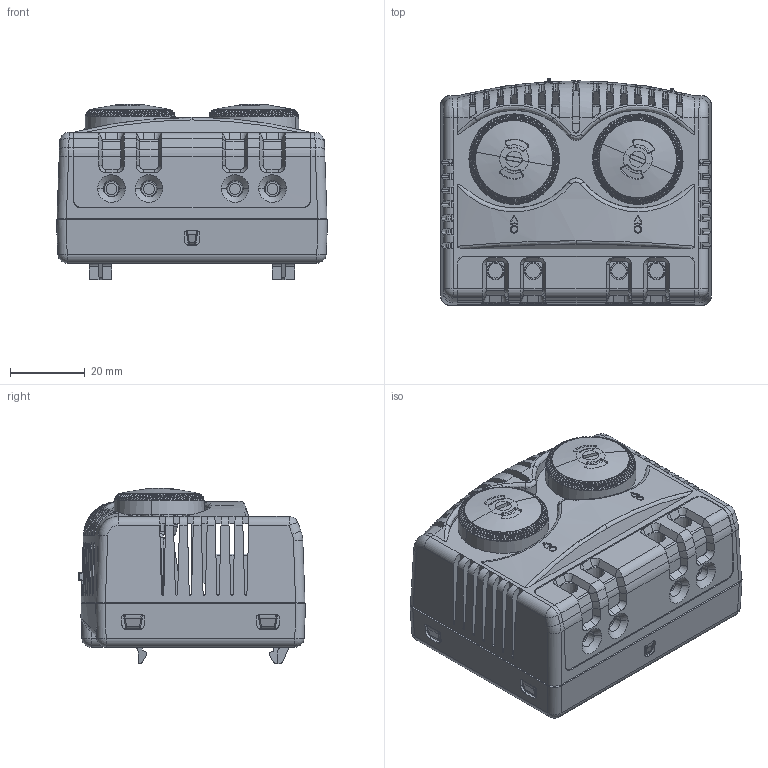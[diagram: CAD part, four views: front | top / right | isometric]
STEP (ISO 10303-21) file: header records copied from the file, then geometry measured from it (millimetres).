
FILE_DESCRIPTION((''),'2;1');
FILE_NAME('3012X1_ASM','2015-12-09T',('alexcam'),(''),'CREO PARAMETRIC BY PTC INC, 2014500','CREO PARAMETRIC BY PTC INC, 2014500','');
FILE_SCHEMA(('CONFIG_CONTROL_DESIGN'));
Products named in the file (8): HOUSING-41617-DUAL-VARIABLE_1; SOCKET-41620-DUAL_1; KARSON-TBLOCK-2P_1; THERMOREX-SINGLE_AF0_ASM_1_ASM; THERMOREX-SINGLE_AF1_ASM_1_ASM; KNOB-41621_1; 3012XX-DUAL-VARIABLE_ASM_1_ASM; 3012X1_ASM
Assembly tree (9 placements, depth 4):
  3012X1_ASM
    3012XX-DUAL-VARIABLE_ASM_1_ASM
      HOUSING-41617-DUAL-VARIABLE_1
      SOCKET-41620-DUAL_1
      THERMOREX-SINGLE_AF0_ASM_1_ASM
        KARSON-TBLOCK-2P_1
      THERMOREX-SINGLE_AF1_ASM_1_ASM
        KARSON-TBLOCK-2P_1
      KNOB-41621_1  x2
Bounding box: 72.3 x 60.55 x 46.8 mm (x, y, z)
Volume: 41143.5 mm3; surface area: 51335.3 mm2
Topology: 6 solids, 7 shells, 3912 faces, 11304 edges, 7370 vertices
Faces by surface type: plane 1849, bspline 817, cylinder 678, cone 454, torus 74, sphere 28, extrusion 12
Entity records: 122205 total; most frequent: CARTESIAN_POINT 49154, ORIENTED_EDGE 17597, DIRECTION 11673, EDGE_CURVE 8802, VERTEX_POINT 5712, VECTOR 3985, LINE 3973, AXIS2_PLACEMENT_3D 3844
